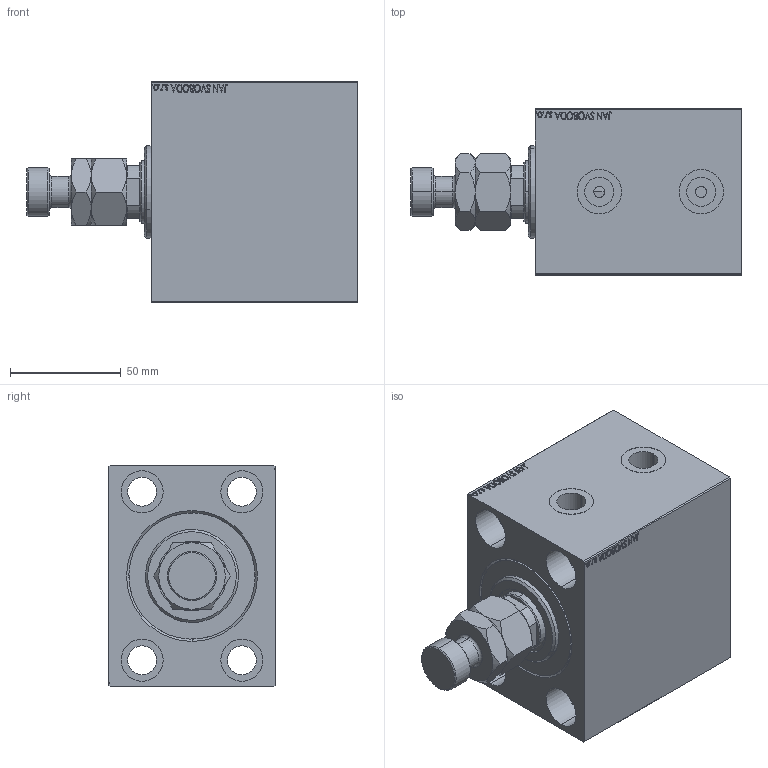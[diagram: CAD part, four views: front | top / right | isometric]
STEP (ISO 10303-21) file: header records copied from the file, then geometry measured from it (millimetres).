
FILE_DESCRIPTION (( 'STEP AP203' ), '1' );
FILE_NAME ('aa1a.STEP', '2024-02-11T14:42:38', ( '' ), ( '' ), 'SwSTEP 2.0', 'SolidWorks 2019', '' );
FILE_SCHEMA (( 'CONFIG_CONTROL_DESIGN' ));
Length unit declared in the file: millimetre
Products named in the file (5): V450CM_VC_B 9df3c49f18403b0346ec9abad5c136da; V450CM_C_VCP 9df3c49f18403b0346ec9abad5c136da; V450CM_C_Body 9df3c49f18403b0346ec9abad5c136da; MFA 9df3c49f18403b0346ec9abad5c136da; aa1a
Assembly tree (4 placements, depth 2):
  aa1a
    V450CM_C_Body 9df3c49f18403b0346ec9abad5c136da
    V450CM_C_VCP 9df3c49f18403b0346ec9abad5c136da
    V450CM_VC_B 9df3c49f18403b0346ec9abad5c136da
    MFA 9df3c49f18403b0346ec9abad5c136da
Bounding box: 149 x 75 x 100 mm (x, y, z)
Volume: 639822.5 mm3; surface area: 101340.9 mm2
Topology: 4 solids, 4 shells, 918 faces, 2321 edges, 1527 vertices
Faces by surface type: plane 426, bspline 380, cylinder 66, cone 42, torus 4
Entity records: 45742 total; most frequent: CARTESIAN_POINT 25679, ORIENTED_EDGE 4638, DIRECTION 2767, EDGE_CURVE 2319, VERTEX_POINT 1527, LINE 1325, VECTOR 1325, EDGE_LOOP 1048
